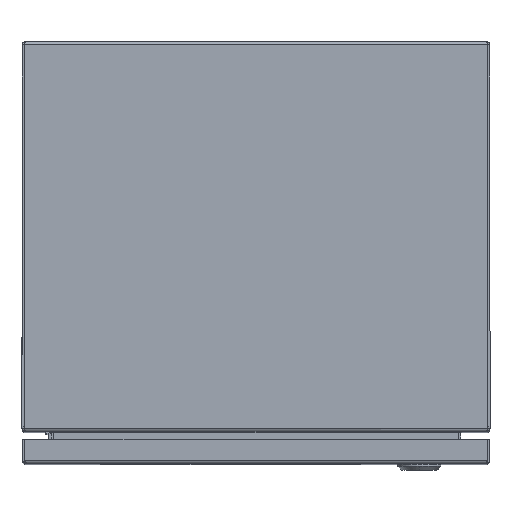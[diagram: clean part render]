
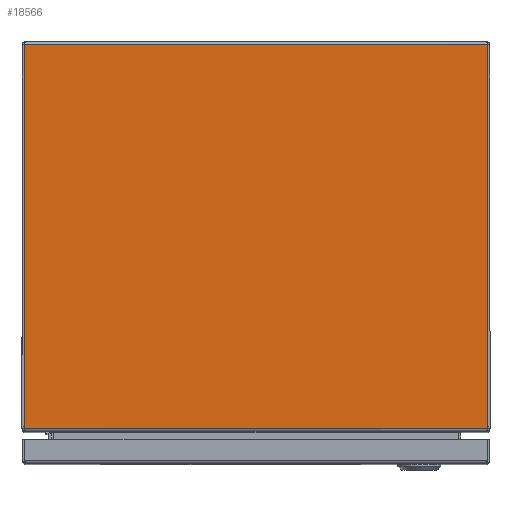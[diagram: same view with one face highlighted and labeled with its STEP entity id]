
A CAD part, top view. The second image highlights one B-rep face of the part: STEP entity #18566.
In plain terms, the highlighted planar face has unit normal (0, 0, 1).
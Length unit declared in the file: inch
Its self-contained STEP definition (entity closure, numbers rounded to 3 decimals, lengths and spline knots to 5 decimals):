
#159 = DIRECTION ( 'NONE',  ( 1., 0., 0. ) ) ;
#534 = CARTESIAN_POINT ( 'NONE',  ( 41.4415, -0.057, 8. ) ) ;
#573 = CARTESIAN_POINT ( 'NONE',  ( -5.75489, -9.88018, 8. ) ) ;
#1104 = CARTESIAN_POINT ( 'NONE',  ( -5.94289, -0.086, 8. ) ) ;
#2299 = ORIENTED_EDGE ( 'NONE', *, *, #13726, .F. ) ;
#2308 = EDGE_CURVE ( 'NONE', #32640, #17564, #18194, .T. ) ;
#3393 = VERTEX_POINT ( 'NONE', #30584 ) ;
#3578 = EDGE_LOOP ( 'NONE', ( #19631, #5735, #19976, #29804, #17702, #2299 ) ) ;
#3626 = AXIS2_PLACEMENT_3D ( 'NONE', #573, #23484, #18420 ) ;
#4873 = CARTESIAN_POINT ( 'NONE',  ( -5.914, -0.086, 8. ) ) ;
#5135 = EDGE_CURVE ( 'NONE', #3393, #15169, #23556, .T. ) ;
#5456 = DIRECTION ( 'NONE',  ( 0., 1., 0. ) ) ;
#5735 = ORIENTED_EDGE ( 'NONE', *, *, #9629, .F. ) ;
#7132 = EDGE_CURVE ( 'NONE', #25497, #32640, #26073, .T. ) ;
#7973 = AXIS2_PLACEMENT_3D ( 'NONE', #15553, #26156, #21429 ) ;
#8282 = FACE_OUTER_BOUND ( 'NONE', #3578, .T. ) ;
#8916 = DIRECTION ( 'NONE',  ( 0., 1., 0. ) ) ;
#9177 = VECTOR ( 'NONE', #28663, 39.37008 ) ;
#9629 = EDGE_CURVE ( 'NONE', #17564, #3393, #11445, .T. ) ;
#10578 = CARTESIAN_POINT ( 'NONE',  ( 5.94289, -0.057, 8. ) ) ;
#11445 = LINE ( 'NONE', #21707, #9177 ) ;
#11816 = VECTOR ( 'NONE', #23553, 39.37008 ) ;
#13726 = EDGE_CURVE ( 'NONE', #15169, #26009, #27865, .T. ) ;
#14721 = VECTOR ( 'NONE', #5456, 39.37008 ) ;
#15169 = VERTEX_POINT ( 'NONE', #17555 ) ;
#15553 = CARTESIAN_POINT ( 'NONE',  ( 5.75489, -9.88018, 8. ) ) ;
#17509 = LINE ( 'NONE', #4873, #27342 ) ;
#17555 = CARTESIAN_POINT ( 'NONE',  ( -5.94289, -9.88018, 8. ) ) ;
#17564 = VERTEX_POINT ( 'NONE', #20337 ) ;
#17702 = ORIENTED_EDGE ( 'NONE', *, *, #25390, .F. ) ;
#18194 = CIRCLE ( 'NONE', #7973, 0.188 ) ;
#18420 = DIRECTION ( 'NONE',  ( 0., 1., 0. ) ) ;
#18566 = ADVANCED_FACE ( 'NONE', ( #8282 ), #26302, .F. ) ;
#19631 = ORIENTED_EDGE ( 'NONE', *, *, #5135, .F. ) ;
#19976 = ORIENTED_EDGE ( 'NONE', *, *, #2308, .F. ) ;
#20337 = CARTESIAN_POINT ( 'NONE',  ( 5.93982, -9.914, 8. ) ) ;
#21429 = DIRECTION ( 'NONE',  ( 0., 1., 0. ) ) ;
#21707 = CARTESIAN_POINT ( 'NONE',  ( 41.4415, -9.914, 8. ) ) ;
#23484 = DIRECTION ( 'NONE',  ( 0., 0., -1. ) ) ;
#23553 = DIRECTION ( 'NONE',  ( 0., -1., 0. ) ) ;
#23556 = CIRCLE ( 'NONE', #3626, 0.188 ) ;
#25390 = EDGE_CURVE ( 'NONE', #26009, #25497, #17509, .T. ) ;
#25497 = VERTEX_POINT ( 'NONE', #28768 ) ;
#25830 = CARTESIAN_POINT ( 'NONE',  ( 5.94289, -9.88018, 8. ) ) ;
#26009 = VERTEX_POINT ( 'NONE', #1104 ) ;
#26073 = LINE ( 'NONE', #10578, #11816 ) ;
#26156 = DIRECTION ( 'NONE',  ( 0., 0., -1. ) ) ;
#26302 = PLANE ( 'NONE',  #29870 ) ;
#27091 = DIRECTION ( 'NONE',  ( 0., 0., -1. ) ) ;
#27342 = VECTOR ( 'NONE', #159, 39.37008 ) ;
#27865 = LINE ( 'NONE', #28042, #14721 ) ;
#28042 = CARTESIAN_POINT ( 'NONE',  ( -5.94289, -0.057, 8. ) ) ;
#28663 = DIRECTION ( 'NONE',  ( -1., 0., 0. ) ) ;
#28768 = CARTESIAN_POINT ( 'NONE',  ( 5.94289, -0.086, 8. ) ) ;
#29804 = ORIENTED_EDGE ( 'NONE', *, *, #7132, .F. ) ;
#29870 = AXIS2_PLACEMENT_3D ( 'NONE', #534, #27091, #8916 ) ;
#30584 = CARTESIAN_POINT ( 'NONE',  ( -5.93982, -9.914, 8. ) ) ;
#32640 = VERTEX_POINT ( 'NONE', #25830 ) ;
